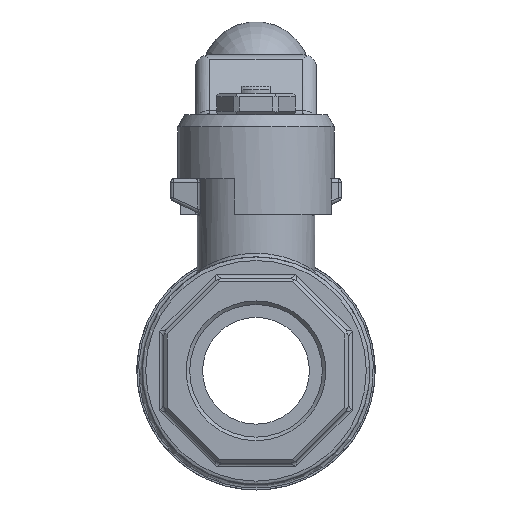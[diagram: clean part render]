
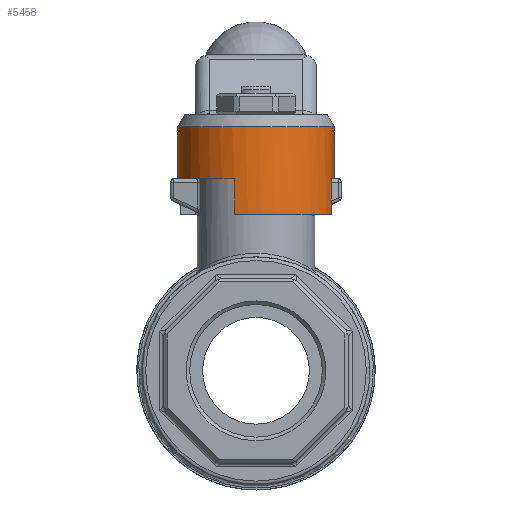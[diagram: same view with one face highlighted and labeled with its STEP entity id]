
A CAD part, front view. The second image highlights one B-rep face of the part: STEP entity #5458.
In plain terms, the highlighted cylindrical face has radius 11 mm (diameter 22 mm), a full revolution.
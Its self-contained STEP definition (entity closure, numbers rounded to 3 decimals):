
#307=CIRCLE('',#5789,11.);
#308=CIRCLE('',#5790,11.);
#309=CIRCLE('',#5791,11.);
#310=CIRCLE('',#5792,11.);
#311=CIRCLE('',#5793,11.);
#312=CIRCLE('',#5794,11.);
#313=CIRCLE('',#5795,11.);
#344=ELLIPSE('',#5788,17.029,11.);
#575=LINE('',#8529,#912);
#576=LINE('',#8543,#913);
#577=LINE('',#8551,#914);
#578=LINE('',#8556,#915);
#579=LINE('',#8560,#916);
#580=LINE('',#8564,#917);
#912=VECTOR('',#6604,1000.);
#913=VECTOR('',#6607,1000.);
#914=VECTOR('',#6610,1000.);
#915=VECTOR('',#6613,1000.);
#916=VECTOR('',#6616,1000.);
#917=VECTOR('',#6619,1000.);
#1775=ORIENTED_EDGE('',*,*,#2581,.T.);
#1776=ORIENTED_EDGE('',*,*,#2582,.T.);
#1777=ORIENTED_EDGE('',*,*,#2583,.T.);
#1778=ORIENTED_EDGE('',*,*,#2584,.F.);
#1779=ORIENTED_EDGE('',*,*,#2585,.T.);
#1780=ORIENTED_EDGE('',*,*,#2586,.T.);
#1781=ORIENTED_EDGE('',*,*,#2587,.T.);
#1782=ORIENTED_EDGE('',*,*,#2588,.T.);
#1783=ORIENTED_EDGE('',*,*,#2589,.T.);
#1784=ORIENTED_EDGE('',*,*,#2590,.T.);
#1785=ORIENTED_EDGE('',*,*,#2591,.F.);
#1786=ORIENTED_EDGE('',*,*,#2592,.T.);
#1787=ORIENTED_EDGE('',*,*,#2593,.T.);
#1788=ORIENTED_EDGE('',*,*,#2594,.T.);
#1789=ORIENTED_EDGE('',*,*,#2595,.F.);
#1790=ORIENTED_EDGE('',*,*,#2596,.T.);
#1791=ORIENTED_EDGE('',*,*,#2597,.T.);
#1792=ORIENTED_EDGE('',*,*,#2598,.T.);
#2581=EDGE_CURVE('',#3017,#3018,#344,.F.);
#2582=EDGE_CURVE('',#3018,#3019,#307,.T.);
#2583=EDGE_CURVE('',#3019,#3020,#3222,.T.);
#2584=EDGE_CURVE('',#3021,#3020,#575,.T.);
#2585=EDGE_CURVE('',#3021,#3022,#3223,.T.);
#2586=EDGE_CURVE('',#3022,#3023,#308,.F.);
#2587=EDGE_CURVE('',#3023,#3024,#3224,.T.);
#2588=EDGE_CURVE('',#3024,#3025,#576,.T.);
#2589=EDGE_CURVE('',#3025,#3026,#3225,.T.);
#2590=EDGE_CURVE('',#3026,#3017,#309,.T.);
#2591=EDGE_CURVE('',#3027,#3028,#577,.T.);
#2592=EDGE_CURVE('',#3027,#3029,#310,.T.);
#2593=EDGE_CURVE('',#3029,#3030,#578,.T.);
#2594=EDGE_CURVE('',#3030,#3031,#311,.T.);
#2595=EDGE_CURVE('',#3032,#3031,#579,.T.);
#2596=EDGE_CURVE('',#3032,#3033,#312,.T.);
#2597=EDGE_CURVE('',#3033,#3034,#580,.T.);
#2598=EDGE_CURVE('',#3034,#3028,#313,.T.);
#3017=VERTEX_POINT('',#8520);
#3018=VERTEX_POINT('',#8521);
#3019=VERTEX_POINT('',#8523);
#3020=VERTEX_POINT('',#8528);
#3021=VERTEX_POINT('',#8530);
#3022=VERTEX_POINT('',#8535);
#3023=VERTEX_POINT('',#8537);
#3024=VERTEX_POINT('',#8542);
#3025=VERTEX_POINT('',#8544);
#3026=VERTEX_POINT('',#8549);
#3027=VERTEX_POINT('',#8552);
#3028=VERTEX_POINT('',#8553);
#3029=VERTEX_POINT('',#8555);
#3030=VERTEX_POINT('',#8557);
#3031=VERTEX_POINT('',#8559);
#3032=VERTEX_POINT('',#8561);
#3033=VERTEX_POINT('',#8563);
#3034=VERTEX_POINT('',#8565);
#3222=B_SPLINE_CURVE_WITH_KNOTS('',3,(#8524,#8525,#8526,#8527),
 .UNSPECIFIED.,.F.,.F.,(4,4),(0.,0.001),.UNSPECIFIED.);
#3223=B_SPLINE_CURVE_WITH_KNOTS('',3,(#8531,#8532,#8533,#8534),
 .UNSPECIFIED.,.F.,.F.,(4,4),(0.,0.),.UNSPECIFIED.);
#3224=B_SPLINE_CURVE_WITH_KNOTS('',3,(#8538,#8539,#8540,#8541),
 .UNSPECIFIED.,.F.,.F.,(4,4),(0.,0.),.UNSPECIFIED.);
#3225=B_SPLINE_CURVE_WITH_KNOTS('',3,(#8545,#8546,#8547,#8548),
 .UNSPECIFIED.,.F.,.F.,(4,4),(0.,0.001),.UNSPECIFIED.);
#3455=EDGE_LOOP('',(#1775,#1776,#1777,#1778,#1779,#1780,#1781,#1782,#1783,
#1784));
#3456=EDGE_LOOP('',(#1785,#1786,#1787,#1788,#1789,#1790,#1791,#1792));
#3741=FACE_BOUND('',#3455,.T.);
#3742=FACE_BOUND('',#3456,.T.);
#3878=CYLINDRICAL_SURFACE('',#5787,11.);
#5458=ADVANCED_FACE('',(#3741,#3742),#3878,.T.);
#5787=AXIS2_PLACEMENT_3D('',#8518,#6598,#6599);
#5788=AXIS2_PLACEMENT_3D('',#8519,#6600,#6601);
#5789=AXIS2_PLACEMENT_3D('',#8522,#6602,#6603);
#5790=AXIS2_PLACEMENT_3D('',#8536,#6605,#6606);
#5791=AXIS2_PLACEMENT_3D('',#8550,#6608,#6609);
#5792=AXIS2_PLACEMENT_3D('',#8554,#6611,#6612);
#5793=AXIS2_PLACEMENT_3D('',#8558,#6614,#6615);
#5794=AXIS2_PLACEMENT_3D('',#8562,#6617,#6618);
#5795=AXIS2_PLACEMENT_3D('',#8566,#6620,#6621);
#6598=DIRECTION('',(0.,-1.,0.));
#6599=DIRECTION('',(0.,0.,-1.));
#6600=DIRECTION('',(-0.763,0.646,0.));
#6601=DIRECTION('',(-0.646,-0.763,0.));
#6602=DIRECTION('',(0.,-1.,0.));
#6603=DIRECTION('',(1.,0.,0.));
#6604=DIRECTION('',(0.,-1.,0.));
#6605=DIRECTION('',(0.,1.,0.));
#6606=DIRECTION('',(0.,0.,1.));
#6607=DIRECTION('',(0.,-1.,0.));
#6608=DIRECTION('',(0.,-1.,0.));
#6609=DIRECTION('',(1.,0.,0.));
#6610=DIRECTION('',(0.,-1.,0.));
#6611=DIRECTION('',(0.,1.,0.));
#6612=DIRECTION('',(-1.,0.,0.));
#6613=DIRECTION('',(0.,-1.,0.));
#6614=DIRECTION('',(0.,1.,0.));
#6615=DIRECTION('',(1.,0.,0.));
#6616=DIRECTION('',(0.,-1.,0.));
#6617=DIRECTION('',(0.,1.,0.));
#6618=DIRECTION('',(1.,0.,0.));
#6619=DIRECTION('',(0.,-1.,0.));
#6620=DIRECTION('',(0.,1.,0.));
#6621=DIRECTION('',(1.,0.,0.));
#8518=CARTESIAN_POINT('',(0.,14.,0.));
#8519=CARTESIAN_POINT('',(0.,-4.828,0.));
#8520=CARTESIAN_POINT('',(9.163,6.,-6.087));
#8521=CARTESIAN_POINT('',(9.163,6.,6.087));
#8522=CARTESIAN_POINT('',(0.,6.,0.));
#8523=CARTESIAN_POINT('',(7.066,6.,8.43));
#8524=CARTESIAN_POINT('',(7.066,6.,8.43));
#8525=CARTESIAN_POINT('',(7.009,6.394,8.478));
#8526=CARTESIAN_POINT('',(6.982,6.792,8.5));
#8527=CARTESIAN_POINT('',(6.982,7.193,8.5));
#8528=CARTESIAN_POINT('',(6.982,7.193,8.5));
#8529=CARTESIAN_POINT('',(6.982,14.,8.5));
#8530=CARTESIAN_POINT('',(6.982,12.011,8.5));
#8531=CARTESIAN_POINT('',(6.982,12.011,8.5));
#8532=CARTESIAN_POINT('',(6.982,12.097,8.5));
#8533=CARTESIAN_POINT('',(6.989,12.183,8.494));
#8534=CARTESIAN_POINT('',(7.002,12.268,8.484));
#8535=CARTESIAN_POINT('',(7.002,12.268,8.484));
#8536=CARTESIAN_POINT('',(0.,12.268,0.));
#8537=CARTESIAN_POINT('',(7.002,12.268,-8.484));
#8538=CARTESIAN_POINT('',(7.002,12.268,-8.484));
#8539=CARTESIAN_POINT('',(6.989,12.183,-8.494));
#8540=CARTESIAN_POINT('',(6.982,12.097,-8.5));
#8541=CARTESIAN_POINT('',(6.982,12.011,-8.5));
#8542=CARTESIAN_POINT('',(6.982,12.011,-8.5));
#8543=CARTESIAN_POINT('',(6.982,14.,-8.5));
#8544=CARTESIAN_POINT('',(6.982,7.193,-8.5));
#8545=CARTESIAN_POINT('',(6.982,7.193,-8.5));
#8546=CARTESIAN_POINT('',(6.982,6.792,-8.5));
#8547=CARTESIAN_POINT('',(7.009,6.394,-8.478));
#8548=CARTESIAN_POINT('',(7.066,6.,-8.43));
#8549=CARTESIAN_POINT('',(7.066,6.,-8.43));
#8550=CARTESIAN_POINT('',(0.,6.,0.));
#8551=CARTESIAN_POINT('',(-3.018,5.,10.578));
#8552=CARTESIAN_POINT('',(-3.018,5.,10.578));
#8553=CARTESIAN_POINT('',(-3.018,0.,10.578));
#8554=CARTESIAN_POINT('',(0.,5.,0.));
#8555=CARTESIAN_POINT('',(10.583,5.,-3.));
#8556=CARTESIAN_POINT('',(10.583,5.,-3.));
#8557=CARTESIAN_POINT('',(10.583,0.,-3.));
#8558=CARTESIAN_POINT('',(0.,0.,0.));
#8559=CARTESIAN_POINT('',(3.018,0.,-10.578));
#8560=CARTESIAN_POINT('',(3.018,5.,-10.578));
#8561=CARTESIAN_POINT('',(3.018,5.,-10.578));
#8562=CARTESIAN_POINT('',(0.,5.,0.));
#8563=CARTESIAN_POINT('',(-10.583,5.,-3.));
#8564=CARTESIAN_POINT('',(-10.583,5.,-3.));
#8565=CARTESIAN_POINT('',(-10.583,0.,-3.));
#8566=CARTESIAN_POINT('',(0.,0.,0.));
